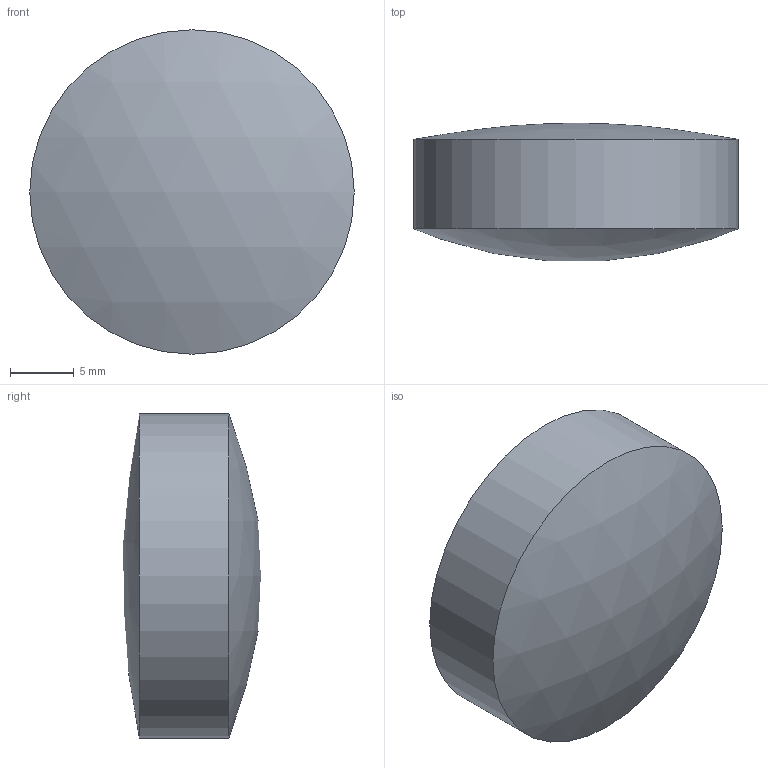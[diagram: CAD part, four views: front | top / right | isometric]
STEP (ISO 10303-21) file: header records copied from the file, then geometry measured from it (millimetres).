
FILE_DESCRIPTION((''),'2;1');
FILE_NAME('DLB-25.stp','2009-05-11T16:50:57',('kawashima'),(''),'Autodesk Inventor 2008','Autodesk Inventor 2008','');
FILE_SCHEMA(('AUTOMOTIVE_DESIGN { 1 0 10303 214 1 1 1 1 }'));
Length unit declared in the file: millimetre
Products named in the file (1): DLB-25.4-50PM
Bounding box: 25.4 x 10.77 x 25.4 mm (x, y, z)
Volume: 4542.3 mm3; surface area: 1597.6 mm2
Topology: 1 solids, 1 shells, 3 faces, 3 edges, 2 vertices
Faces by surface type: sphere 2, cylinder 1
Full cylindrical faces by diameter (mm): 25.4 x1
Entity records: 80 total; most frequent: DIRECTION 12, CARTESIAN_POINT 8, AXIS2_PLACEMENT_3D 6, ORIENTED_EDGE 4, EDGE_LOOP 4, FACE_OUTER_BOUND 3, ADVANCED_FACE 3, DIMENSIONAL_EXPONENTS 2
